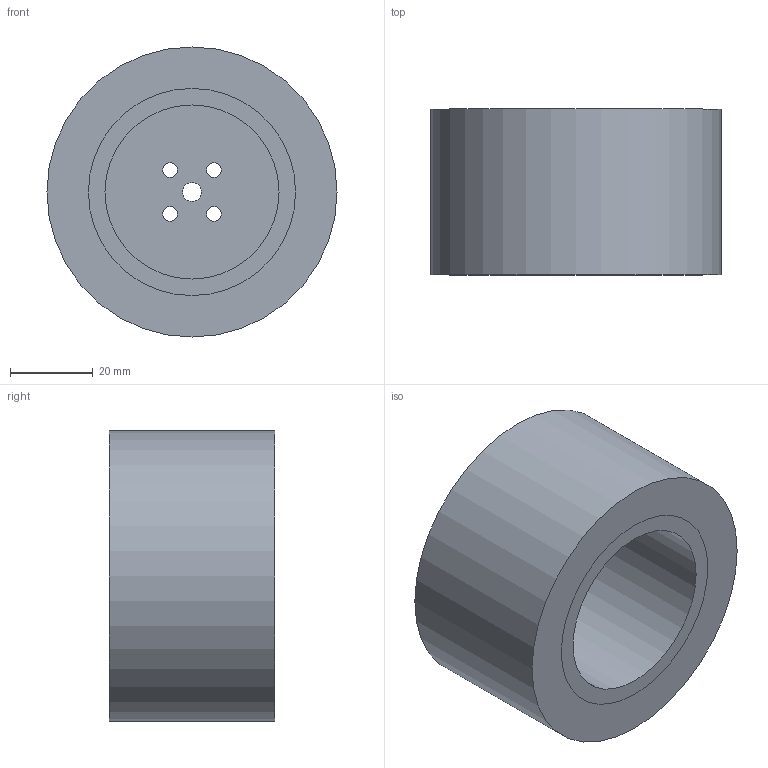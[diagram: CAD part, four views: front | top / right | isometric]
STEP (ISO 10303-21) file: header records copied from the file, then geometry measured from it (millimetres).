
FILE_DESCRIPTION(/* description */ ('STEP AP242','CAx-IF Rec.Pracs.---Representation and Presentation of Product Manufacturing Information (PMI)---4.0---2014-10-13','CAx-IF Rec.Pracs.---3D Tessellated Geometry---0.4---2014-09-14','2;1'),/* implementation_level */ '2;1');
FILE_NAME(/* name */ '63f59a3584501567a67d5e9e',/* time_stamp */ '2023-02-22T04:29:42+00:00',/* author */ (''),/* organization */ (''),/* preprocessor_version */ 'ST-DEVELOPER v18.102',/* originating_system */ ' ',/* authorisation */ ' ');
FILE_SCHEMA (('AP242_MANAGED_MODEL_BASED_3D_ENGINEERING_MIM_LF { 1 0 10303 442 1 1 4 }'));
Length unit declared in the file: metre
Products named in the file (2): Wheel hub; silicone
Bounding box: 70 x 40 x 70 mm (x, y, z)
Volume: 108481.2 mm3; surface area: 47492.2 mm2
Topology: 2 solids, 2 shells, 94 faces, 225 edges, 150 vertices
Faces by surface type: plane 69, cylinder 25
Full cylindrical faces by diameter (mm): 3.6 x4, 4.6 x1, 42 x1, 50 x2, 70 x1
Entity records: 2732 total; most frequent: DIRECTION 484, CARTESIAN_POINT 452, ORIENTED_EDGE 420, EDGE_CURVE 210, AXIS2_PLACEMENT_3D 178, VERTEX_POINT 146, EDGE_LOOP 132, FACE_BOUND 132
